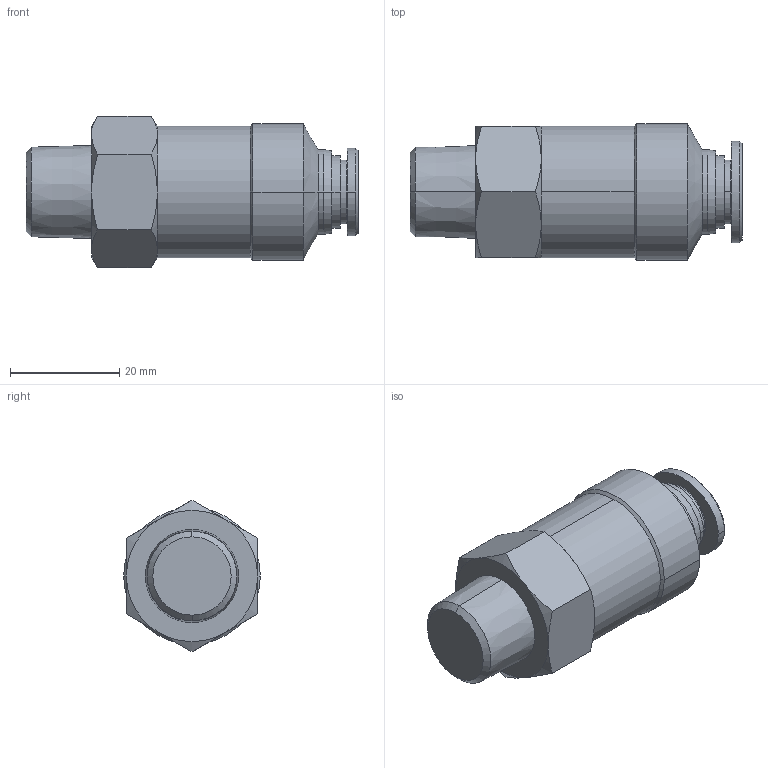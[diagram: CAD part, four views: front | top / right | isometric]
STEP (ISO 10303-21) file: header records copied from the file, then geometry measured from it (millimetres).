
FILE_DESCRIPTION((''),'2;1');
FILE_NAME('GPCVC 1003.stp','2017-07-11T14:10:48',(''),(''),'Mechanical Desktop 2009','Mechanical Desktop 2009',', , ');
FILE_SCHEMA(('CONFIG_CONTROL_DESIGN'));
Length unit declared in the file: millimetre
Products named in the file (2): GPCVC 1003; ºÎÇ°1
Assembly tree (1 placements, depth 2):
  GPCVC 1003
    ºÎÇ°1
Bounding box: 60.7 x 25 x 27.71 mm (x, y, z)
Volume: 21428.8 mm3; surface area: 5911.7 mm2
Topology: 1 solids, 1 shells, 436 faces, 1229 edges, 811 vertices
Faces by surface type: plane 389, cone 26, cylinder 13, bspline 8
Entity records: 14260 total; most frequent: CARTESIAN_POINT 2949, ORIENTED_EDGE 2458, DIRECTION 2105, EDGE_CURVE 1229, VECTOR 1135, LINE 1135, VERTEX_POINT 811, AXIS2_PLACEMENT_3D 485
